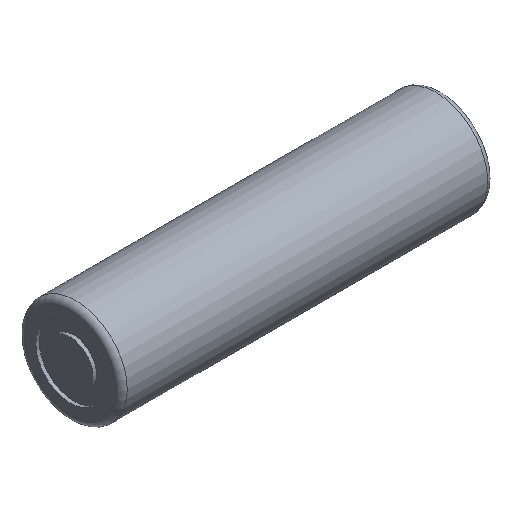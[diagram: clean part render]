
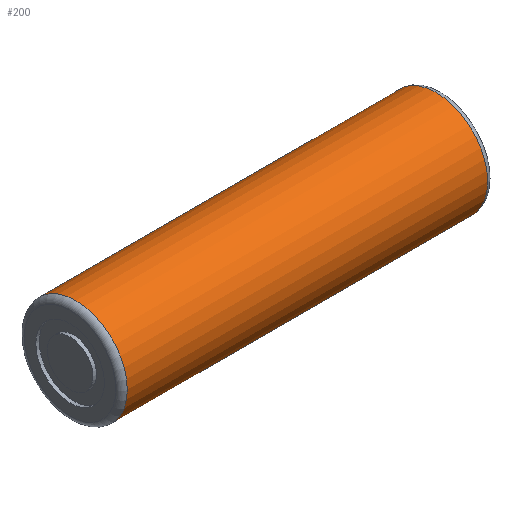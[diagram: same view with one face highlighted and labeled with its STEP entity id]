
A CAD part, isometric view. The second image highlights one B-rep face of the part: STEP entity #200.
In plain terms, the highlighted cylindrical face has radius 9 mm (diameter 18 mm), a full revolution.
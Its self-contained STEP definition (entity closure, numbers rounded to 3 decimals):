
#171 = VERTEX_POINT('',#172);
#172 = CARTESIAN_POINT('',(32.,0.,21.));
#179 = EDGE_CURVE('',#171,#180,#182,.T.);
#180 = VERTEX_POINT('',#181);
#181 = CARTESIAN_POINT('',(32.,-9.,12.));
#182 = CIRCLE('',#183,9.);
#183 = AXIS2_PLACEMENT_3D('',#184,#185,#186);
#184 = CARTESIAN_POINT('',(32.,0.,12.));
#185 = DIRECTION('',(1.,-0.,0.));
#186 = DIRECTION('',(0.,1.,0.));
#188 = EDGE_CURVE('',#180,#171,#189,.T.);
#189 = CIRCLE('',#190,9.);
#190 = AXIS2_PLACEMENT_3D('',#191,#192,#193);
#191 = CARTESIAN_POINT('',(32.,0.,12.));
#192 = DIRECTION('',(1.,-0.,0.));
#193 = DIRECTION('',(0.,1.,0.));
#200 = ADVANCED_FACE('',(#201),#230,.T.);
#201 = FACE_BOUND('',#202,.T.);
#202 = EDGE_LOOP('',(#203,#214,#220,#221,#222,#223));
#203 = ORIENTED_EDGE('',*,*,#204,.F.);
#204 = EDGE_CURVE('',#205,#207,#209,.T.);
#205 = VERTEX_POINT('',#206);
#206 = CARTESIAN_POINT('',(-31.,-9.,12.));
#207 = VERTEX_POINT('',#208);
#208 = CARTESIAN_POINT('',(-31.,0.,3.));
#209 = CIRCLE('',#210,9.);
#210 = AXIS2_PLACEMENT_3D('',#211,#212,#213);
#211 = CARTESIAN_POINT('',(-31.,0.,12.));
#212 = DIRECTION('',(-1.,0.,0.));
#213 = DIRECTION('',(0.,1.,0.));
#214 = ORIENTED_EDGE('',*,*,#215,.T.);
#215 = EDGE_CURVE('',#205,#180,#216,.T.);
#216 = LINE('',#217,#218);
#217 = CARTESIAN_POINT('',(33.,-9.,12.));
#218 = VECTOR('',#219,1.);
#219 = DIRECTION('',(1.,0.,0.));
#220 = ORIENTED_EDGE('',*,*,#179,.F.);
#221 = ORIENTED_EDGE('',*,*,#188,.F.);
#222 = ORIENTED_EDGE('',*,*,#215,.F.);
#223 = ORIENTED_EDGE('',*,*,#224,.F.);
#224 = EDGE_CURVE('',#207,#205,#225,.T.);
#225 = CIRCLE('',#226,9.);
#226 = AXIS2_PLACEMENT_3D('',#227,#228,#229);
#227 = CARTESIAN_POINT('',(-31.,0.,12.));
#228 = DIRECTION('',(-1.,0.,0.));
#229 = DIRECTION('',(0.,1.,0.));
#230 = CYLINDRICAL_SURFACE('',#231,9.);
#231 = AXIS2_PLACEMENT_3D('',#232,#233,#234);
#232 = CARTESIAN_POINT('',(33.,0.,12.));
#233 = DIRECTION('',(-1.,0.,0.));
#234 = DIRECTION('',(0.,1.,0.));
